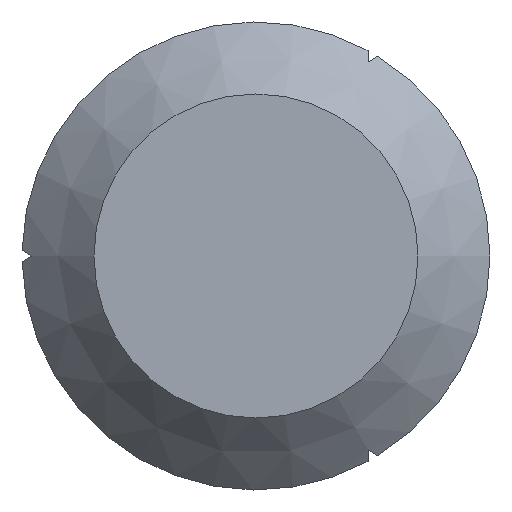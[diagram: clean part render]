
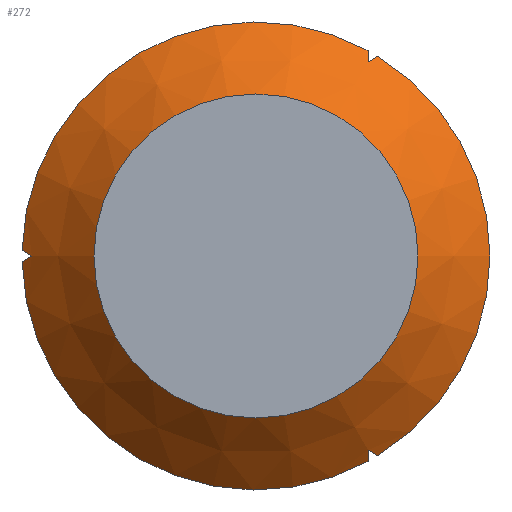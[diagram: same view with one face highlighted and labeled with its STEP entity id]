
A CAD part, left-side view. The second image highlights one B-rep face of the part: STEP entity #272.
In plain terms, the highlighted conical face has half-angle 45 degrees and reference radius 2.794 mm.
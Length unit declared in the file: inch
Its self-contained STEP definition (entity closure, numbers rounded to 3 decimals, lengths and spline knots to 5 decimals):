
#15=CONICAL_SURFACE('',#323,0.11,0.785);
#28=CIRCLE('',#313,0.13);
#29=CIRCLE('',#315,0.13);
#30=CIRCLE('',#319,0.13);
#31=CIRCLE('',#320,0.13);
#32=CIRCLE('',#322,0.09);
#48=FACE_OUTER_BOUND('',#65,.T.);
#65=EDGE_LOOP('',(#223,#224,#225,#226,#227,#228,#229,#230,#231,#232,#233,
#234,#235));
#84=LINE('',#492,#102);
#102=VECTOR('',#398,0.11);
#105=(
BOUNDED_CURVE()
B_SPLINE_CURVE(2,(#415,#416,#417),.UNSPECIFIED.,.F.,.F.)
B_SPLINE_CURVE_WITH_KNOTS((3,3),(0.,0.02125),.UNSPECIFIED.)
CURVE()
GEOMETRIC_REPRESENTATION_ITEM()
RATIONAL_B_SPLINE_CURVE((1.,1.,1.))
REPRESENTATION_ITEM('')
);
#106=(
BOUNDED_CURVE()
B_SPLINE_CURVE(2,(#425,#426,#427),.UNSPECIFIED.,.F.,.F.)
B_SPLINE_CURVE_WITH_KNOTS((3,3),(0.,0.02125),.UNSPECIFIED.)
CURVE()
GEOMETRIC_REPRESENTATION_ITEM()
RATIONAL_B_SPLINE_CURVE((1.,1.,1.))
REPRESENTATION_ITEM('')
);
#107=(
BOUNDED_CURVE()
B_SPLINE_CURVE(2,(#434,#435,#436),.UNSPECIFIED.,.F.,.F.)
B_SPLINE_CURVE_WITH_KNOTS((3,3),(0.,0.02125),.UNSPECIFIED.)
CURVE()
GEOMETRIC_REPRESENTATION_ITEM()
RATIONAL_B_SPLINE_CURVE((1.,1.,1.))
REPRESENTATION_ITEM('')
);
#108=(
BOUNDED_CURVE()
B_SPLINE_CURVE(2,(#444,#445,#446),.UNSPECIFIED.,.F.,.F.)
B_SPLINE_CURVE_WITH_KNOTS((3,3),(0.,0.02125),.UNSPECIFIED.)
CURVE()
GEOMETRIC_REPRESENTATION_ITEM()
RATIONAL_B_SPLINE_CURVE((1.,1.,1.))
REPRESENTATION_ITEM('')
);
#109=(
BOUNDED_CURVE()
B_SPLINE_CURVE(2,(#476,#477,#478),.UNSPECIFIED.,.F.,.F.)
B_SPLINE_CURVE_WITH_KNOTS((3,3),(0.1435,0.16096),
 .UNSPECIFIED.)
CURVE()
GEOMETRIC_REPRESENTATION_ITEM()
RATIONAL_B_SPLINE_CURVE((1.005,1.003,1.))
REPRESENTATION_ITEM('')
);
#110=(
BOUNDED_CURVE()
B_SPLINE_CURVE(2,(#481,#482,#483),.UNSPECIFIED.,.F.,.F.)
B_SPLINE_CURVE_WITH_KNOTS((3,3),(0.,0.01746),.UNSPECIFIED.)
CURVE()
GEOMETRIC_REPRESENTATION_ITEM()
RATIONAL_B_SPLINE_CURVE((1.,1.003,1.005))
REPRESENTATION_ITEM('')
);
#111=VERTEX_POINT('',#413);
#112=VERTEX_POINT('',#414);
#115=VERTEX_POINT('',#424);
#117=VERTEX_POINT('',#432);
#118=VERTEX_POINT('',#433);
#121=VERTEX_POINT('',#443);
#127=VERTEX_POINT('',#467);
#128=VERTEX_POINT('',#471);
#129=VERTEX_POINT('',#475);
#130=VERTEX_POINT('',#485);
#131=VERTEX_POINT('',#489);
#134=EDGE_CURVE('',#111,#112,#105,.T.);
#138=EDGE_CURVE('',#115,#111,#106,.T.);
#141=EDGE_CURVE('',#117,#118,#107,.T.);
#145=EDGE_CURVE('',#121,#117,#108,.T.);
#158=EDGE_CURVE('',#127,#118,#28,.T.);
#159=EDGE_CURVE('',#115,#128,#29,.T.);
#161=EDGE_CURVE('',#129,#128,#109,.T.);
#163=EDGE_CURVE('',#127,#129,#110,.T.);
#164=EDGE_CURVE('',#121,#130,#30,.T.);
#165=EDGE_CURVE('',#130,#112,#31,.T.);
#166=EDGE_CURVE('',#131,#131,#32,.T.);
#167=EDGE_CURVE('',#130,#131,#84,.T.);
#223=ORIENTED_EDGE('',*,*,#134,.T.);
#224=ORIENTED_EDGE('',*,*,#165,.F.);
#225=ORIENTED_EDGE('',*,*,#167,.T.);
#226=ORIENTED_EDGE('',*,*,#166,.T.);
#227=ORIENTED_EDGE('',*,*,#167,.F.);
#228=ORIENTED_EDGE('',*,*,#164,.F.);
#229=ORIENTED_EDGE('',*,*,#145,.T.);
#230=ORIENTED_EDGE('',*,*,#141,.T.);
#231=ORIENTED_EDGE('',*,*,#158,.F.);
#232=ORIENTED_EDGE('',*,*,#163,.T.);
#233=ORIENTED_EDGE('',*,*,#161,.T.);
#234=ORIENTED_EDGE('',*,*,#159,.F.);
#235=ORIENTED_EDGE('',*,*,#138,.T.);
#272=ADVANCED_FACE('',(#48),#15,.T.);
#313=AXIS2_PLACEMENT_3D('',#469,#374,#375);
#315=AXIS2_PLACEMENT_3D('',#472,#378,#379);
#319=AXIS2_PLACEMENT_3D('',#486,#388,#389);
#320=AXIS2_PLACEMENT_3D('',#487,#390,#391);
#322=AXIS2_PLACEMENT_3D('',#490,#394,#395);
#323=AXIS2_PLACEMENT_3D('',#491,#396,#397);
#374=DIRECTION('center_axis',(1.,0.,0.));
#375=DIRECTION('ref_axis',(0.,1.,0.));
#378=DIRECTION('center_axis',(1.,0.,0.));
#379=DIRECTION('ref_axis',(0.,1.,0.));
#388=DIRECTION('center_axis',(1.,0.,0.));
#389=DIRECTION('ref_axis',(0.,1.,0.));
#390=DIRECTION('center_axis',(1.,0.,0.));
#391=DIRECTION('ref_axis',(0.,1.,0.));
#394=DIRECTION('center_axis',(1.,0.,0.));
#395=DIRECTION('ref_axis',(0.,1.,0.));
#396=DIRECTION('center_axis',(1.,0.,0.));
#397=DIRECTION('ref_axis',(0.,1.,0.));
#398=DIRECTION('',(-0.707,0.707,0.));
#413=CARTESIAN_POINT('',(0.0345,-0.06225,-0.10782));
#414=CARTESIAN_POINT('',(0.04,-0.06771,-0.11097));
#415=CARTESIAN_POINT('Ctrl Pts',(0.0345,-0.06225,-0.10782));
#416=CARTESIAN_POINT('Ctrl Pts',(0.03717,-0.06492,
-0.10936));
#417=CARTESIAN_POINT('Ctrl Pts',(0.04,-0.06771,
-0.11097));
#424=CARTESIAN_POINT('',(0.04,-0.06225,-0.11413));
#425=CARTESIAN_POINT('Ctrl Pts',(0.04,-0.06225,
-0.11413));
#426=CARTESIAN_POINT('Ctrl Pts',(0.03717,-0.06225,
-0.11091));
#427=CARTESIAN_POINT('Ctrl Pts',(0.0345,-0.06225,-0.10782));
#432=CARTESIAN_POINT('',(0.0345,-0.06225,0.10782));
#433=CARTESIAN_POINT('',(0.04,-0.06225,0.11413));
#434=CARTESIAN_POINT('Ctrl Pts',(0.0345,-0.06225,0.10782));
#435=CARTESIAN_POINT('Ctrl Pts',(0.03717,-0.06225,0.11091));
#436=CARTESIAN_POINT('Ctrl Pts',(0.04,-0.06225,0.11413));
#443=CARTESIAN_POINT('',(0.04,-0.06771,0.11097));
#444=CARTESIAN_POINT('Ctrl Pts',(0.04,-0.06771,
0.11097));
#445=CARTESIAN_POINT('Ctrl Pts',(0.03717,-0.06492,
0.10936));
#446=CARTESIAN_POINT('Ctrl Pts',(0.0345,-0.06225,0.10782));
#467=CARTESIAN_POINT('',(0.04,0.12996,0.00315));
#469=CARTESIAN_POINT('Origin',(0.04,0.,0.));
#471=CARTESIAN_POINT('',(0.04,0.12996,-0.00315));
#472=CARTESIAN_POINT('Origin',(0.04,0.,0.));
#475=CARTESIAN_POINT('',(0.0345,0.1245,0.));
#476=CARTESIAN_POINT('Ctrl Pts',(0.0345,0.1245,0.));
#477=CARTESIAN_POINT('Ctrl Pts',(0.03717,0.12717,-0.00154));
#478=CARTESIAN_POINT('Ctrl Pts',(0.04,0.12996,-0.00315));
#481=CARTESIAN_POINT('Ctrl Pts',(0.04,0.12996,0.00315));
#482=CARTESIAN_POINT('Ctrl Pts',(0.03717,0.12717,0.00154));
#483=CARTESIAN_POINT('Ctrl Pts',(0.0345,0.1245,0.));
#485=CARTESIAN_POINT('',(0.04,-0.13,0.));
#486=CARTESIAN_POINT('Origin',(0.04,0.,0.));
#487=CARTESIAN_POINT('Origin',(0.04,0.,0.));
#489=CARTESIAN_POINT('',(0.,-0.09,0.));
#490=CARTESIAN_POINT('Origin',(0.,0.,0.));
#491=CARTESIAN_POINT('Origin',(0.02,0.,0.));
#492=CARTESIAN_POINT('',(0.02,-0.11,0.));
